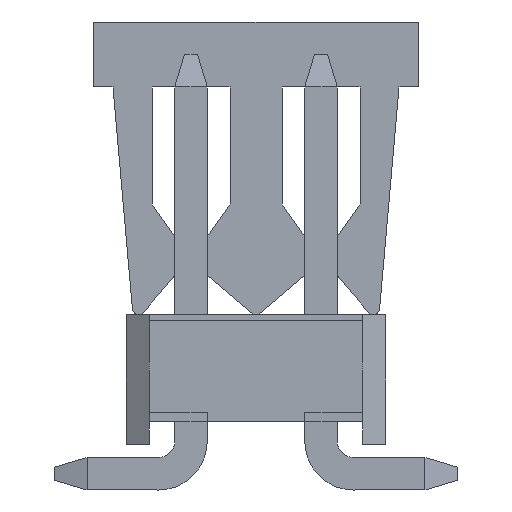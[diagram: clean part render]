
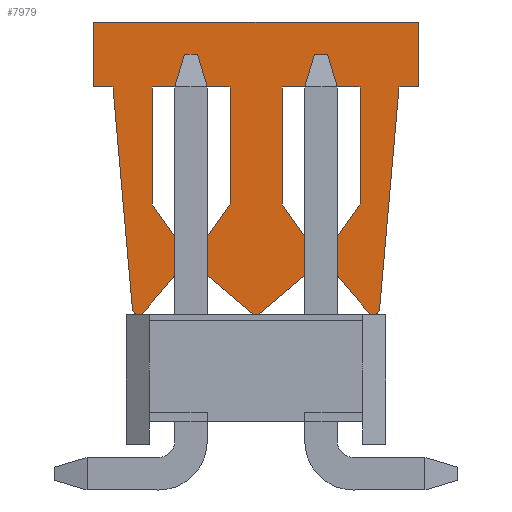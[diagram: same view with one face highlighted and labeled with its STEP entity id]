
A CAD part, left-side view. The second image highlights one B-rep face of the part: STEP entity #7979.
In plain terms, the highlighted face is planar.
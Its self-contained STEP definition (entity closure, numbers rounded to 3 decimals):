
#25=CIRCLE('',#8442,0.1);
#26=CIRCLE('',#8443,0.1);
#27=CIRCLE('',#8444,0.1);
#2187=ORIENTED_EDGE('',*,*,#3365,.F.);
#2188=ORIENTED_EDGE('',*,*,#3334,.F.);
#2189=ORIENTED_EDGE('',*,*,#3366,.F.);
#2190=ORIENTED_EDGE('',*,*,#3336,.F.);
#2191=ORIENTED_EDGE('',*,*,#3367,.F.);
#2192=ORIENTED_EDGE('',*,*,#3368,.F.);
#2193=ORIENTED_EDGE('',*,*,#3369,.F.);
#2194=ORIENTED_EDGE('',*,*,#3370,.F.);
#2195=ORIENTED_EDGE('',*,*,#3371,.F.);
#2196=ORIENTED_EDGE('',*,*,#3372,.F.);
#2197=ORIENTED_EDGE('',*,*,#3373,.F.);
#2198=ORIENTED_EDGE('',*,*,#3374,.F.);
#2199=ORIENTED_EDGE('',*,*,#3375,.F.);
#2200=ORIENTED_EDGE('',*,*,#3376,.F.);
#2201=ORIENTED_EDGE('',*,*,#3377,.F.);
#2202=ORIENTED_EDGE('',*,*,#3378,.F.);
#2203=ORIENTED_EDGE('',*,*,#3379,.F.);
#2204=ORIENTED_EDGE('',*,*,#3380,.F.);
#2205=ORIENTED_EDGE('',*,*,#3381,.F.);
#2206=ORIENTED_EDGE('',*,*,#3382,.F.);
#2207=ORIENTED_EDGE('',*,*,#3383,.F.);
#2208=ORIENTED_EDGE('',*,*,#3384,.F.);
#2209=ORIENTED_EDGE('',*,*,#3385,.F.);
#2210=ORIENTED_EDGE('',*,*,#3386,.F.);
#2211=ORIENTED_EDGE('',*,*,#3387,.F.);
#2212=ORIENTED_EDGE('',*,*,#3388,.F.);
#2213=ORIENTED_EDGE('',*,*,#3389,.F.);
#2214=ORIENTED_EDGE('',*,*,#3390,.F.);
#3334=EDGE_CURVE('',#4050,#4047,#5114,.T.);
#3336=EDGE_CURVE('',#4051,#4053,#5116,.T.);
#3365=EDGE_CURVE('',#4047,#4079,#5142,.T.);
#3366=EDGE_CURVE('',#4053,#4050,#5143,.T.);
#3367=EDGE_CURVE('',#4080,#4051,#5144,.T.);
#3368=EDGE_CURVE('',#4081,#4080,#5145,.T.);
#3369=EDGE_CURVE('',#4082,#4081,#25,.T.);
#3370=EDGE_CURVE('',#4083,#4082,#5146,.T.);
#3371=EDGE_CURVE('',#4084,#4083,#5147,.T.);
#3372=EDGE_CURVE('',#4085,#4084,#5148,.T.);
#3373=EDGE_CURVE('',#4086,#4085,#5149,.T.);
#3374=EDGE_CURVE('',#4087,#4086,#5150,.T.);
#3375=EDGE_CURVE('',#4088,#4087,#5151,.T.);
#3376=EDGE_CURVE('',#4089,#4088,#5152,.T.);
#3377=EDGE_CURVE('',#4090,#4089,#5153,.T.);
#3378=EDGE_CURVE('',#4091,#4090,#5154,.T.);
#3379=EDGE_CURVE('',#4092,#4091,#26,.T.);
#3380=EDGE_CURVE('',#4093,#4092,#5155,.T.);
#3381=EDGE_CURVE('',#4094,#4093,#5156,.T.);
#3382=EDGE_CURVE('',#4095,#4094,#5157,.T.);
#3383=EDGE_CURVE('',#4096,#4095,#5158,.T.);
#3384=EDGE_CURVE('',#4097,#4096,#5159,.T.);
#3385=EDGE_CURVE('',#4098,#4097,#5160,.T.);
#3386=EDGE_CURVE('',#4099,#4098,#5161,.T.);
#3387=EDGE_CURVE('',#4100,#4099,#5162,.T.);
#3388=EDGE_CURVE('',#4101,#4100,#5163,.T.);
#3389=EDGE_CURVE('',#4102,#4101,#27,.T.);
#3390=EDGE_CURVE('',#4079,#4102,#5164,.T.);
#4047=VERTEX_POINT('',#12504);
#4050=VERTEX_POINT('',#12509);
#4051=VERTEX_POINT('',#12513);
#4053=VERTEX_POINT('',#12516);
#4079=VERTEX_POINT('',#12573);
#4080=VERTEX_POINT('',#12576);
#4081=VERTEX_POINT('',#12578);
#4082=VERTEX_POINT('',#12580);
#4083=VERTEX_POINT('',#12582);
#4084=VERTEX_POINT('',#12584);
#4085=VERTEX_POINT('',#12586);
#4086=VERTEX_POINT('',#12588);
#4087=VERTEX_POINT('',#12590);
#4088=VERTEX_POINT('',#12592);
#4089=VERTEX_POINT('',#12594);
#4090=VERTEX_POINT('',#12596);
#4091=VERTEX_POINT('',#12598);
#4092=VERTEX_POINT('',#12600);
#4093=VERTEX_POINT('',#12602);
#4094=VERTEX_POINT('',#12604);
#4095=VERTEX_POINT('',#12606);
#4096=VERTEX_POINT('',#12608);
#4097=VERTEX_POINT('',#12610);
#4098=VERTEX_POINT('',#12612);
#4099=VERTEX_POINT('',#12614);
#4100=VERTEX_POINT('',#12616);
#4101=VERTEX_POINT('',#12618);
#4102=VERTEX_POINT('',#12620);
#5114=LINE('',#12510,#6200);
#5116=LINE('',#12515,#6202);
#5142=LINE('',#12572,#6228);
#5143=LINE('',#12574,#6229);
#5144=LINE('',#12575,#6230);
#5145=LINE('',#12577,#6231);
#5146=LINE('',#12581,#6232);
#5147=LINE('',#12583,#6233);
#5148=LINE('',#12585,#6234);
#5149=LINE('',#12587,#6235);
#5150=LINE('',#12589,#6236);
#5151=LINE('',#12591,#6237);
#5152=LINE('',#12593,#6238);
#5153=LINE('',#12595,#6239);
#5154=LINE('',#12597,#6240);
#5155=LINE('',#12601,#6241);
#5156=LINE('',#12603,#6242);
#5157=LINE('',#12605,#6243);
#5158=LINE('',#12607,#6244);
#5159=LINE('',#12609,#6245);
#5160=LINE('',#12611,#6246);
#5161=LINE('',#12613,#6247);
#5162=LINE('',#12615,#6248);
#5163=LINE('',#12617,#6249);
#5164=LINE('',#12621,#6250);
#6200=VECTOR('',#10286,1000.);
#6202=VECTOR('',#10290,1000.);
#6228=VECTOR('',#10326,1000.);
#6229=VECTOR('',#10327,1000.);
#6230=VECTOR('',#10328,1000.);
#6231=VECTOR('',#10329,1000.);
#6232=VECTOR('',#10332,1000.);
#6233=VECTOR('',#10333,1000.);
#6234=VECTOR('',#10334,1000.);
#6235=VECTOR('',#10335,1000.);
#6236=VECTOR('',#10336,1000.);
#6237=VECTOR('',#10337,1000.);
#6238=VECTOR('',#10338,1000.);
#6239=VECTOR('',#10339,1000.);
#6240=VECTOR('',#10340,1000.);
#6241=VECTOR('',#10343,1000.);
#6242=VECTOR('',#10344,1000.);
#6243=VECTOR('',#10345,1000.);
#6244=VECTOR('',#10346,1000.);
#6245=VECTOR('',#10347,1000.);
#6246=VECTOR('',#10348,1000.);
#6247=VECTOR('',#10349,1000.);
#6248=VECTOR('',#10350,1000.);
#6249=VECTOR('',#10351,1000.);
#6250=VECTOR('',#10354,1000.);
#6702=EDGE_LOOP('',(#2187,#2188,#2189,#2190,#2191,#2192,#2193,#2194,#2195,
#2196,#2197,#2198,#2199,#2200,#2201,#2202,#2203,#2204,#2205,#2206,#2207,
#2208,#2209,#2210,#2211,#2212,#2213,#2214));
#7156=FACE_BOUND('',#6702,.T.);
#7568=PLANE('',#8441);
#7979=ADVANCED_FACE('',(#7156),#7568,.F.);
#8441=AXIS2_PLACEMENT_3D('',#12571,#10324,#10325);
#8442=AXIS2_PLACEMENT_3D('',#12579,#10330,#10331);
#8443=AXIS2_PLACEMENT_3D('',#12599,#10341,#10342);
#8444=AXIS2_PLACEMENT_3D('',#12619,#10352,#10353);
#10286=DIRECTION('',(0.,0.,-1.));
#10290=DIRECTION('',(0.,0.,1.));
#10324=DIRECTION('',(0.,-1.,0.));
#10325=DIRECTION('',(0.,0.,-1.));
#10326=DIRECTION('',(1.,0.,0.));
#10327=DIRECTION('',(-1.,0.,0.));
#10328=DIRECTION('',(1.,0.,0.));
#10329=DIRECTION('',(0.087,0.,0.996));
#10330=DIRECTION('',(0.,-1.,0.));
#10331=DIRECTION('',(0.,0.,-1.));
#10332=DIRECTION('',(0.644,0.,-0.765));
#10333=DIRECTION('',(0.,0.,-1.));
#10334=DIRECTION('',(-0.574,0.,-0.819));
#10335=DIRECTION('',(0.,0.,-1.));
#10336=DIRECTION('',(1.,0.,0.));
#10337=DIRECTION('',(0.,0.,1.));
#10338=DIRECTION('',(-0.574,0.,0.819));
#10339=DIRECTION('',(0.,0.,1.));
#10340=DIRECTION('',(0.765,0.,0.644));
#10341=DIRECTION('',(0.,-1.,0.));
#10342=DIRECTION('',(0.,0.,-1.));
#10343=DIRECTION('',(0.765,0.,-0.644));
#10344=DIRECTION('',(0.,0.,-1.));
#10345=DIRECTION('',(-0.574,0.,-0.819));
#10346=DIRECTION('',(0.,0.,-1.));
#10347=DIRECTION('',(1.,0.,0.));
#10348=DIRECTION('',(0.,0.,1.));
#10349=DIRECTION('',(-0.574,0.,0.819));
#10350=DIRECTION('',(0.,0.,1.));
#10351=DIRECTION('',(0.644,0.,0.765));
#10352=DIRECTION('',(0.,-1.,0.));
#10353=DIRECTION('',(0.,0.,-1.));
#10354=DIRECTION('',(0.087,0.,-0.996));
#12504=CARTESIAN_POINT('',(-2.5,3.25,1.25));
#12509=CARTESIAN_POINT('',(-2.5,3.25,2.25));
#12510=CARTESIAN_POINT('',(-2.5,3.25,2.25));
#12513=CARTESIAN_POINT('',(2.5,3.25,1.25));
#12515=CARTESIAN_POINT('',(2.5,3.25,-2.25));
#12516=CARTESIAN_POINT('',(2.5,3.25,2.25));
#12571=CARTESIAN_POINT('',(0.,3.25,0.));
#12572=CARTESIAN_POINT('',(-2.5,3.25,1.25));
#12573=CARTESIAN_POINT('',(-2.2,3.25,1.25));
#12574=CARTESIAN_POINT('',(2.5,3.25,2.25));
#12575=CARTESIAN_POINT('',(2.5,3.25,1.25));
#12576=CARTESIAN_POINT('',(2.2,3.25,1.25));
#12577=CARTESIAN_POINT('',(2.2,3.25,1.25));
#12578=CARTESIAN_POINT('',(1.902,3.25,-2.159));
#12579=CARTESIAN_POINT('',(1.802,3.25,-2.15));
#12580=CARTESIAN_POINT('',(1.726,3.25,-2.214));
#12581=CARTESIAN_POINT('',(1.726,3.25,-2.214));
#12582=CARTESIAN_POINT('',(1.25,3.25,-1.649));
#12583=CARTESIAN_POINT('',(1.25,3.25,-1.649));
#12584=CARTESIAN_POINT('',(1.25,3.25,-1.049));
#12585=CARTESIAN_POINT('',(1.25,3.25,-1.049));
#12586=CARTESIAN_POINT('',(1.6,3.25,-0.55));
#12587=CARTESIAN_POINT('',(1.6,3.25,-0.55));
#12588=CARTESIAN_POINT('',(1.6,3.25,1.25));
#12589=CARTESIAN_POINT('',(1.6,3.25,1.25));
#12590=CARTESIAN_POINT('',(0.4,3.25,1.25));
#12591=CARTESIAN_POINT('',(0.4,3.25,1.25));
#12592=CARTESIAN_POINT('',(0.4,3.25,-0.55));
#12593=CARTESIAN_POINT('',(0.4,3.25,-0.55));
#12594=CARTESIAN_POINT('',(0.75,3.25,-1.049));
#12595=CARTESIAN_POINT('',(0.75,3.25,-1.049));
#12596=CARTESIAN_POINT('',(0.75,3.25,-1.649));
#12597=CARTESIAN_POINT('',(0.75,3.25,-1.649));
#12598=CARTESIAN_POINT('',(0.064,3.25,-2.226));
#12599=CARTESIAN_POINT('',(0.,3.25,-2.15));
#12600=CARTESIAN_POINT('',(-0.064,3.25,-2.226));
#12601=CARTESIAN_POINT('',(-0.75,3.25,-1.649));
#12602=CARTESIAN_POINT('',(-0.75,3.25,-1.649));
#12603=CARTESIAN_POINT('',(-0.75,3.25,-1.049));
#12604=CARTESIAN_POINT('',(-0.75,3.25,-1.049));
#12605=CARTESIAN_POINT('',(-0.4,3.25,-0.55));
#12606=CARTESIAN_POINT('',(-0.4,3.25,-0.55));
#12607=CARTESIAN_POINT('',(-0.4,3.25,1.25));
#12608=CARTESIAN_POINT('',(-0.4,3.25,1.25));
#12609=CARTESIAN_POINT('',(-1.6,3.25,1.25));
#12610=CARTESIAN_POINT('',(-1.6,3.25,1.25));
#12611=CARTESIAN_POINT('',(-1.6,3.25,-0.55));
#12612=CARTESIAN_POINT('',(-1.6,3.25,-0.55));
#12613=CARTESIAN_POINT('',(-1.25,3.25,-1.049));
#12614=CARTESIAN_POINT('',(-1.25,3.25,-1.049));
#12615=CARTESIAN_POINT('',(-1.25,3.25,-1.649));
#12616=CARTESIAN_POINT('',(-1.25,3.25,-1.649));
#12617=CARTESIAN_POINT('',(-1.726,3.25,-2.214));
#12618=CARTESIAN_POINT('',(-1.726,3.25,-2.214));
#12619=CARTESIAN_POINT('',(-1.802,3.25,-2.15));
#12620=CARTESIAN_POINT('',(-1.902,3.25,-2.159));
#12621=CARTESIAN_POINT('',(-2.2,3.25,1.25));
